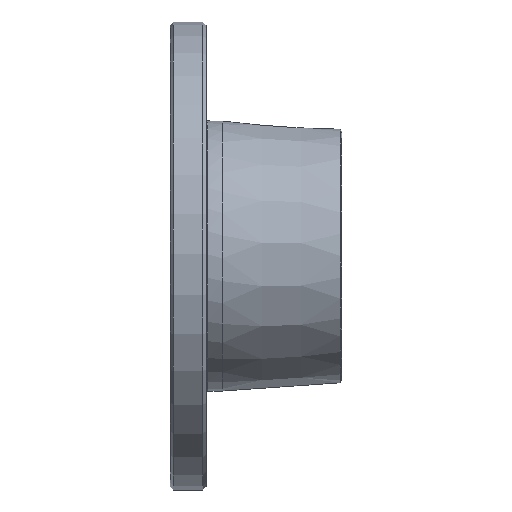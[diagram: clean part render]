
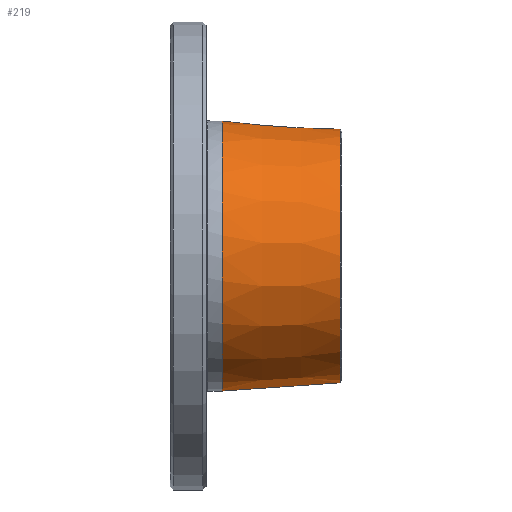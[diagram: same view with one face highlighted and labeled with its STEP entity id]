
A CAD part, top view. The second image highlights one B-rep face of the part: STEP entity #219.
In plain terms, the highlighted conical face has half-angle 4 degrees and reference radius 41.235 mm.
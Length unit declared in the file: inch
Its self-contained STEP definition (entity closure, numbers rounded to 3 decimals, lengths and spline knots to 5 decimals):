
#90 = CARTESIAN_POINT ( 'NONE',  ( 0.62992, 0., 0. ) ) ;
#165 = CARTESIAN_POINT ( 'NONE',  ( 0.62992, -0.89876, -1.35194 ) ) ;
#174 = DIRECTION ( 'NONE',  ( -1., 0., 0. ) ) ;
#208 = DIRECTION ( 'NONE',  ( 0., -1., 0. ) ) ;
#219 = ADVANCED_FACE ( 'NONE', ( #4525 ), #1263, .T. ) ;
#246 = CIRCLE ( 'NONE', #1299, 1.62343 ) ;
#267 = CARTESIAN_POINT ( 'NONE',  ( 0.62992, -0.89876, -1.35194 ) ) ;
#273 = CARTESIAN_POINT ( 'NONE',  ( 0.64291, -0.89059, -1.35628 ) ) ;
#287 = CARTESIAN_POINT ( 'NONE',  ( 0.65645, -0.88324, -1.35994 ) ) ;
#290 = CARTESIAN_POINT ( 'NONE',  ( 0.68459, -0.87016, -1.36601 ) ) ;
#294 = CARTESIAN_POINT ( 'NONE',  ( 0.69931, -0.8644, -1.36843 ) ) ;
#300 = CARTESIAN_POINT ( 'NONE',  ( 0.74436, -0.85005, -1.37372 ) ) ;
#320 = CARTESIAN_POINT ( 'NONE',  ( 0.80709, -0.84272, -1.37305 ) ) ;
#423 = CARTESIAN_POINT ( 'NONE',  ( 0.77527, -0.84434, -1.37467 ) ) ;
#489 = VERTEX_POINT ( 'NONE', #165 ) ;
#509 = ORIENTED_EDGE ( 'NONE', *, *, #1821, .T. ) ;
#581 = AXIS2_PLACEMENT_3D ( 'NONE', #90, #174, #208 ) ;
#631 = CARTESIAN_POINT ( 'NONE',  ( 0.80709, -0.84272, -1.37305 ) ) ;
#728 = VERTEX_POINT ( 'NONE', #854 ) ;
#793 = CARTESIAN_POINT ( 'NONE',  ( 0.80709, -0.84272, -1.37305 ) ) ;
#801 = CARTESIAN_POINT ( 'NONE',  ( 1.22049, -0.8217, -1.35203 ) ) ;
#821 = CARTESIAN_POINT ( 'NONE',  ( 2.04729, -0.77956, -1.30989 ) ) ;
#836 = DIRECTION ( 'NONE',  ( 0., -1., 0. ) ) ;
#837 = DIRECTION ( 'NONE',  ( -1., 0., 0. ) ) ;
#843 = CARTESIAN_POINT ( 'NONE',  ( 1.63389, -0.80065, -1.33098 ) ) ;
#854 = CARTESIAN_POINT ( 'NONE',  ( 0.62992, -1.62312, 0.0315 ) ) ;
#1220 = CARTESIAN_POINT ( 'NONE',  ( 2.04729, 0., -1.52431 ) ) ;
#1263 = CONICAL_SURFACE ( 'NONE', #581, 1.62343, 0.07 ) ;
#1271 = CARTESIAN_POINT ( 'NONE',  ( 2.04729, 0., 0. ) ) ;
#1291 = EDGE_CURVE ( 'NONE', #1468, #2508, #2166, .T. ) ;
#1299 = AXIS2_PLACEMENT_3D ( 'NONE', #4437, #2055, #4822 ) ;
#1304 = B_SPLINE_CURVE_WITH_KNOTS ( 'NONE', 3,
 ( #320, #423, #300, #294, #290, #287, #273, #267 ),
 .UNSPECIFIED., .F., .F.,
 ( 4, 2, 2, 4 ),
 ( 0., 0.0024, 0.00359, 0.00479 ),
 .UNSPECIFIED. ) ;
#1306 = EDGE_CURVE ( 'NONE', #3731, #1468, #4697, .T. ) ;
#1468 = VERTEX_POINT ( 'NONE', #2662 ) ;
#1743 = B_SPLINE_CURVE_WITH_KNOTS ( 'NONE', 3,
 ( #821, #843, #801, #793 ),
 .UNSPECIFIED., .F., .F.,
 ( 4, 4 ),
 ( 0., 0.03158 ),
 .UNSPECIFIED. ) ;
#1747 = CIRCLE ( 'NONE', #2200, 1.52431 ) ;
#1813 = EDGE_CURVE ( 'NONE', #2508, #2203, #1747, .T. ) ;
#1821 = EDGE_CURVE ( 'NONE', #2203, #3440, #1743, .T. ) ;
#1898 = EDGE_CURVE ( 'NONE', #3440, #489, #1304, .T. ) ;
#2055 = DIRECTION ( 'NONE',  ( -1., 0., 0. ) ) ;
#2077 = CARTESIAN_POINT ( 'NONE',  ( 2.04729, -1.52399, 0.0315 ) ) ;
#2166 = CIRCLE ( 'NONE', #3695, 1.52431 ) ;
#2200 = AXIS2_PLACEMENT_3D ( 'NONE', #1271, #837, #836 ) ;
#2203 = VERTEX_POINT ( 'NONE', #3628 ) ;
#2236 = EDGE_CURVE ( 'NONE', #728, #489, #246, .T. ) ;
#2260 = EDGE_CURVE ( 'NONE', #3731, #728, #3020, .T. ) ;
#2280 = ORIENTED_EDGE ( 'NONE', *, *, #2236, .F. ) ;
#2508 = VERTEX_POINT ( 'NONE', #1220 ) ;
#2518 = CARTESIAN_POINT ( 'NONE',  ( 1.57484, -1.55703, 0.0315 ) ) ;
#2534 = CARTESIAN_POINT ( 'NONE',  ( 0.62992, -1.62312, 0.0315 ) ) ;
#2662 = CARTESIAN_POINT ( 'NONE',  ( 2.04729, 0., 1.52431 ) ) ;
#2731 = CARTESIAN_POINT ( 'NONE',  ( 2.04729, 0., 0. ) ) ;
#2780 = ORIENTED_EDGE ( 'NONE', *, *, #1306, .T. ) ;
#2845 = ORIENTED_EDGE ( 'NONE', *, *, #1813, .T. ) ;
#3020 = B_SPLINE_CURVE_WITH_KNOTS ( 'NONE', 3,
 ( #2077, #2518, #4853, #2534 ),
 .UNSPECIFIED., .F., .F.,
 ( 4, 4 ),
 ( 0., 0.03609 ),
 .UNSPECIFIED. ) ;
#3153 = ORIENTED_EDGE ( 'NONE', *, *, #2260, .F. ) ;
#3160 = DIRECTION ( 'NONE',  ( 0., -1., 0. ) ) ;
#3161 = DIRECTION ( 'NONE',  ( -1., 0., 0. ) ) ;
#3193 = DIRECTION ( 'NONE',  ( 0., -1., 0. ) ) ;
#3197 = DIRECTION ( 'NONE',  ( -1., 0., 0. ) ) ;
#3203 = CARTESIAN_POINT ( 'NONE',  ( 2.04729, 0., 0. ) ) ;
#3440 = VERTEX_POINT ( 'NONE', #631 ) ;
#3608 = AXIS2_PLACEMENT_3D ( 'NONE', #2731, #3161, #3160 ) ;
#3628 = CARTESIAN_POINT ( 'NONE',  ( 2.04729, -0.77956, -1.30989 ) ) ;
#3695 = AXIS2_PLACEMENT_3D ( 'NONE', #3203, #3197, #3193 ) ;
#3731 = VERTEX_POINT ( 'NONE', #4444 ) ;
#4168 = ORIENTED_EDGE ( 'NONE', *, *, #1898, .T. ) ;
#4437 = CARTESIAN_POINT ( 'NONE',  ( 0.62992, 0., 0. ) ) ;
#4439 = EDGE_LOOP ( 'NONE', ( #2280, #3153, #2780, #4849, #2845, #509, #4168 ) ) ;
#4444 = CARTESIAN_POINT ( 'NONE',  ( 2.04729, -1.52399, 0.0315 ) ) ;
#4525 = FACE_OUTER_BOUND ( 'NONE', #4439, .T. ) ;
#4697 = CIRCLE ( 'NONE', #3608, 1.52431 ) ;
#4822 = DIRECTION ( 'NONE',  ( 0., -1., 0. ) ) ;
#4849 = ORIENTED_EDGE ( 'NONE', *, *, #1291, .T. ) ;
#4853 = CARTESIAN_POINT ( 'NONE',  ( 1.10238, -1.59008, 0.0315 ) ) ;
